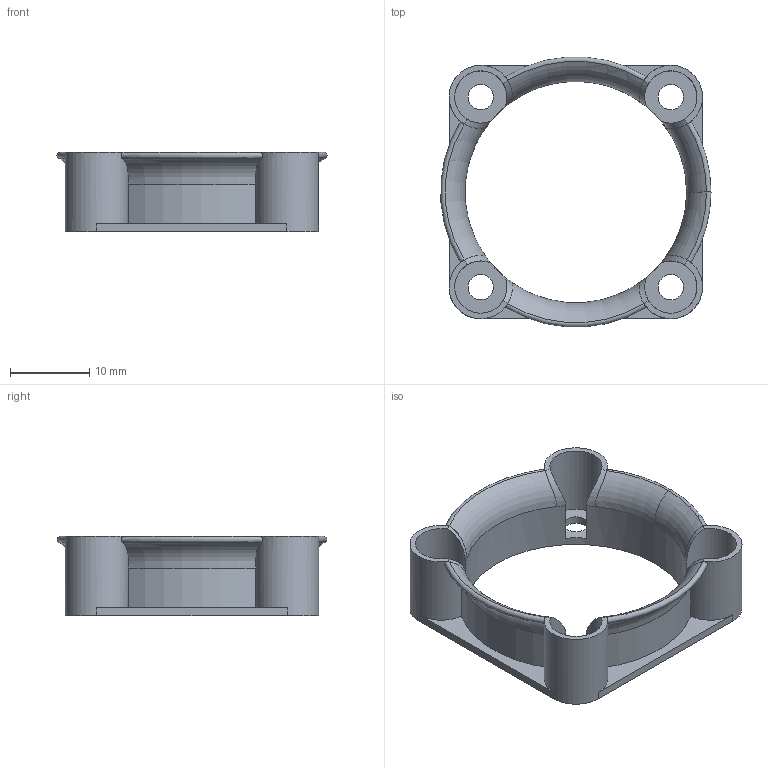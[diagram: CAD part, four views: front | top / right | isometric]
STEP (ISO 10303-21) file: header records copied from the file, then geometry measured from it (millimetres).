
FILE_DESCRIPTION(('FreeCAD Model'),'2;1');
FILE_NAME('AntiVortex.step','2016-01-02T12:45:22', ('Almisuifre'),(''),'Open CASCADE STEP processor 6.8','FreeCAD', 'Unknown');
FILE_SCHEMA(('AUTOMOTIVE_DESIGN_CC2 { 1 2 10303 214 -1 1 5 4 }'));
Length unit declared in the file: millimetre
Products named in the file (2): ASSEMBLY; Fusion002
Assembly tree (1 placements, depth 2):
  ASSEMBLY
    Fusion002
Bounding box: 34.09 x 34.04 x 10 mm (x, y, z)
Volume: 1356.8 mm3; surface area: 3613.8 mm2
Topology: 1 solids, 1 shells, 65 faces, 204 edges, 140 vertices
Faces by surface type: cylinder 25, torus 23, plane 17
Full cylindrical faces by diameter (mm): 3.2 x4, 28 x1
Entity records: 25610 total; most frequent: CARTESIAN_POINT 22020, DIRECTION 551, ORIENTED_EDGE 408, PCURVE 408, DEFINITIONAL_REPRESENTATION 408, B_SPLINE_CURVE_WITH_KNOTS 275, EDGE_CURVE 204, SURFACE_CURVE 199
